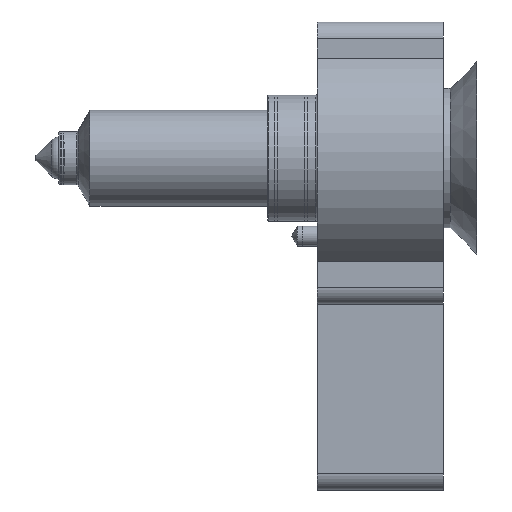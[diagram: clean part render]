
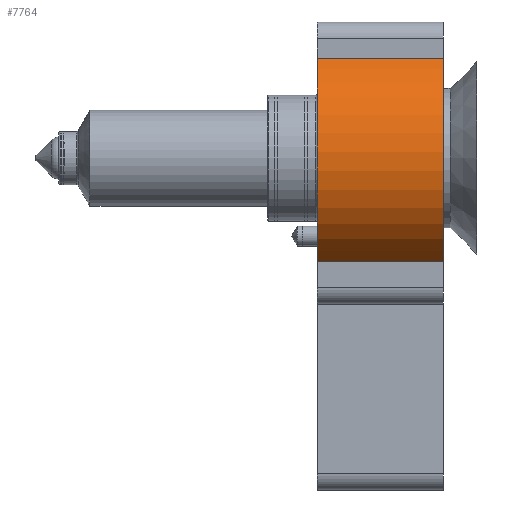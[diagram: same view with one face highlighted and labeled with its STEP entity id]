
A CAD part, top view. The second image highlights one B-rep face of the part: STEP entity #7764.
In plain terms, the highlighted cylindrical face has radius 35 mm (diameter 70 mm), a partial arc.
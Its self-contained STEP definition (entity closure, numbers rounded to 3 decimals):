
#12 = DIRECTION ( 'NONE',  ( 0., 0., 1. ) ) ;
#190 = EDGE_CURVE ( 'NONE', #3233, #13158, #267, .T. ) ;
#267 = CIRCLE ( 'NONE', #5466, 35. ) ;
#904 = CARTESIAN_POINT ( 'NONE',  ( 18., -30.017, 0. ) ) ;
#1840 = ORIENTED_EDGE ( 'NONE', *, *, #10169, .T. ) ;
#2238 = DIRECTION ( 'NONE',  ( 0., 0., 1. ) ) ;
#2458 = EDGE_CURVE ( 'NONE', #4232, #13158, #7096, .T. ) ;
#2557 = CARTESIAN_POINT ( 'NONE',  ( 18., -30.017, 38. ) ) ;
#2562 = CARTESIAN_POINT ( 'NONE',  ( 16., 31.129, 38. ) ) ;
#2783 = DIRECTION ( 'NONE',  ( 0., 0., -1. ) ) ;
#2892 = DIRECTION ( 'NONE',  ( -1., 0., 0. ) ) ;
#3078 = ORIENTED_EDGE ( 'NONE', *, *, #2458, .F. ) ;
#3233 = VERTEX_POINT ( 'NONE', #904 ) ;
#3624 = AXIS2_PLACEMENT_3D ( 'NONE', #4133, #5172, #2892 ) ;
#4133 = CARTESIAN_POINT ( 'NONE',  ( 0., 0., 38. ) ) ;
#4232 = VERTEX_POINT ( 'NONE', #12810 ) ;
#5141 = CARTESIAN_POINT ( 'NONE',  ( 0., 0., 0. ) ) ;
#5172 = DIRECTION ( 'NONE',  ( 0., 0., -1. ) ) ;
#5257 = CARTESIAN_POINT ( 'NONE',  ( 16., 31.129, 0. ) ) ;
#5443 = FACE_OUTER_BOUND ( 'NONE', #11582, .T. ) ;
#5466 = AXIS2_PLACEMENT_3D ( 'NONE', #5141, #12, #10233 ) ;
#5599 = DIRECTION ( 'NONE',  ( 0., 0., -1. ) ) ;
#6443 = VECTOR ( 'NONE', #5599, 1000. ) ;
#6632 = VERTEX_POINT ( 'NONE', #11136 ) ;
#7096 = LINE ( 'NONE', #2562, #6443 ) ;
#7764 = ADVANCED_FACE ( 'NONE', ( #5443 ), #7832, .T. ) ;
#7798 = LINE ( 'NONE', #2557, #10512 ) ;
#7832 = CYLINDRICAL_SURFACE ( 'NONE', #3624, 35. ) ;
#7849 = AXIS2_PLACEMENT_3D ( 'NONE', #8362, #2238, #9401 ) ;
#8140 = CIRCLE ( 'NONE', #7849, 35. ) ;
#8344 = ORIENTED_EDGE ( 'NONE', *, *, #9180, .F. ) ;
#8362 = CARTESIAN_POINT ( 'NONE',  ( 0., 0., 38. ) ) ;
#9180 = EDGE_CURVE ( 'NONE', #6632, #4232, #8140, .T. ) ;
#9401 = DIRECTION ( 'NONE',  ( 1., 0., 0. ) ) ;
#9513 = ORIENTED_EDGE ( 'NONE', *, *, #190, .T. ) ;
#10169 = EDGE_CURVE ( 'NONE', #6632, #3233, #7798, .T. ) ;
#10233 = DIRECTION ( 'NONE',  ( 1., 0., 0. ) ) ;
#10512 = VECTOR ( 'NONE', #2783, 1000. ) ;
#11136 = CARTESIAN_POINT ( 'NONE',  ( 18., -30.017, 38. ) ) ;
#11582 = EDGE_LOOP ( 'NONE', ( #9513, #3078, #8344, #1840 ) ) ;
#12810 = CARTESIAN_POINT ( 'NONE',  ( 16., 31.129, 38. ) ) ;
#13158 = VERTEX_POINT ( 'NONE', #5257 ) ;
